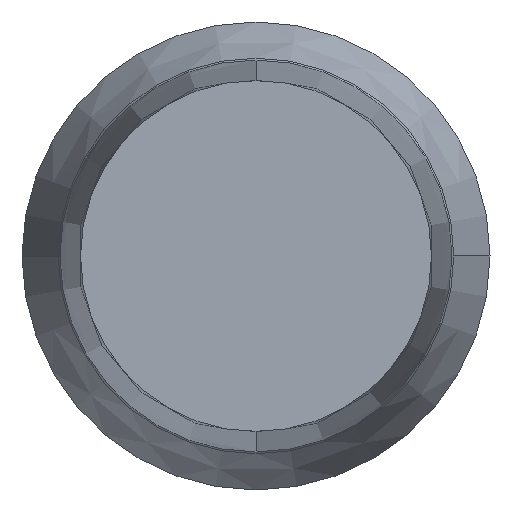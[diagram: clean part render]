
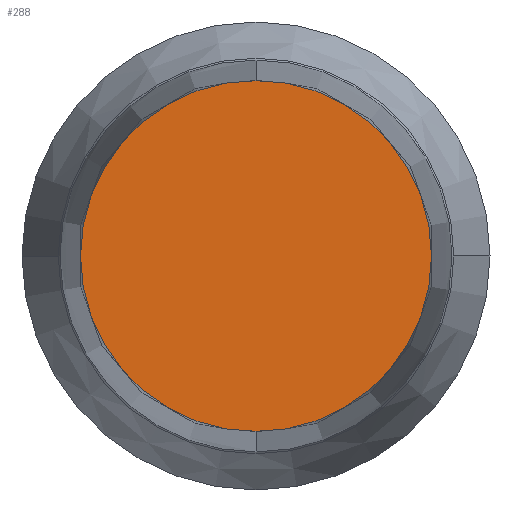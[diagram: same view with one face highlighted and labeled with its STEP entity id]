
A CAD part, front view. The second image highlights one B-rep face of the part: STEP entity #288.
In plain terms, the highlighted planar face has unit normal (0, -1, 0).
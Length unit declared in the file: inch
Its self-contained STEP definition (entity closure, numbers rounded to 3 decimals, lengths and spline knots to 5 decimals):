
#8 = EDGE_LOOP ( 'NONE', ( #195, #190 ) ) ;
#16 = EDGE_CURVE ( 'NONE', #305, #233, #376, .T. ) ;
#24 = CARTESIAN_POINT ( 'NONE',  ( 0., 0., 0. ) ) ;
#61 = CARTESIAN_POINT ( 'NONE',  ( 0., 0., 0.09375 ) ) ;
#133 = DIRECTION ( 'NONE',  ( 0., -1., 0. ) ) ;
#148 = DIRECTION ( 'NONE',  ( 0., -1., 0. ) ) ;
#158 = CARTESIAN_POINT ( 'NONE',  ( 0., 0., -0.09375 ) ) ;
#190 = ORIENTED_EDGE ( 'NONE', *, *, #400, .T. ) ;
#195 = ORIENTED_EDGE ( 'NONE', *, *, #16, .T. ) ;
#199 = DIRECTION ( 'NONE',  ( 0., -1., 0. ) ) ;
#233 = VERTEX_POINT ( 'NONE', #158 ) ;
#234 = FACE_OUTER_BOUND ( 'NONE', #8, .T. ) ;
#260 = AXIS2_PLACEMENT_3D ( 'NONE', #24, #199, #377 ) ;
#262 = CIRCLE ( 'NONE', #322, 0.09375 ) ;
#287 = CARTESIAN_POINT ( 'NONE',  ( 0., 0., 0. ) ) ;
#288 = ADVANCED_FACE ( 'NONE', ( #234 ), #304, .T. ) ;
#304 = PLANE ( 'NONE',  #260 ) ;
#305 = VERTEX_POINT ( 'NONE', #61 ) ;
#311 = CARTESIAN_POINT ( 'NONE',  ( 0., 0., 0. ) ) ;
#318 = DIRECTION ( 'NONE',  ( 0., 0., -1. ) ) ;
#322 = AXIS2_PLACEMENT_3D ( 'NONE', #287, #148, #318 ) ;
#362 = AXIS2_PLACEMENT_3D ( 'NONE', #311, #133, #382 ) ;
#376 = CIRCLE ( 'NONE', #362, 0.09375 ) ;
#377 = DIRECTION ( 'NONE',  ( 0., 0., -1. ) ) ;
#382 = DIRECTION ( 'NONE',  ( 0., 0., -1. ) ) ;
#400 = EDGE_CURVE ( 'NONE', #233, #305, #262, .T. ) ;
